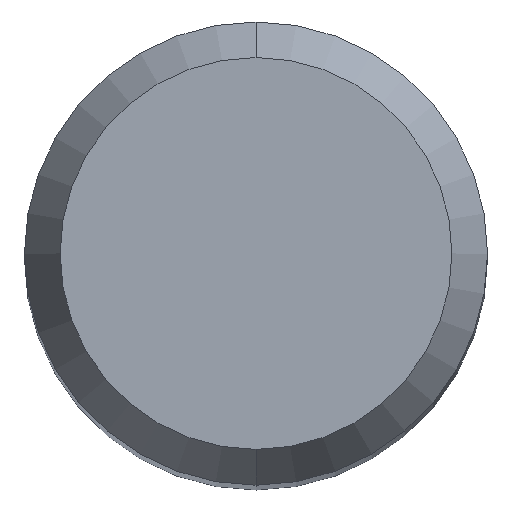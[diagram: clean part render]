
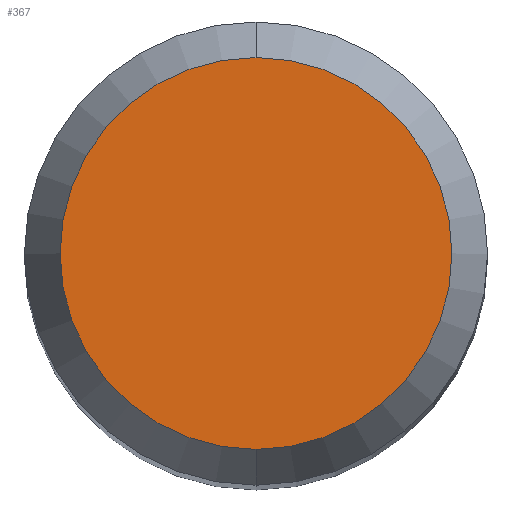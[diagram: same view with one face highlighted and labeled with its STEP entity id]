
A CAD part, top view. The second image highlights one B-rep face of the part: STEP entity #367.
In plain terms, the highlighted planar face has unit normal (0, 0, 1).
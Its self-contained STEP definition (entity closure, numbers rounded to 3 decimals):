
#307=VERTEX_POINT('',#637);
#367=ADVANCED_FACE('',(#703),#704,.T.);
#383=VERTEX_POINT('',#721);
#401=EDGE_CURVE('',#383,#307,#742,.T.);
#437=EDGE_CURVE('',#307,#383,#780,.T.);
#637=CARTESIAN_POINT('',(0.0,2.538,0.0));
#703=FACE_OUTER_BOUND('',#1244,.T.);
#704=PLANE('',#1245);
#721=CARTESIAN_POINT('',(0.,-2.538,0.0));
#742=CIRCLE('',#1323,2.538);
#780=CIRCLE('',#1413,2.538);
#1244=EDGE_LOOP('',(#1717,#1718));
#1245=AXIS2_PLACEMENT_3D('',#1719,#1720,#1721);
#1323=AXIS2_PLACEMENT_3D('',#1765,#1766,#1767);
#1413=AXIS2_PLACEMENT_3D('',#1799,#1800,#1801);
#1717=ORIENTED_EDGE('',*,*,#437,.F.);
#1718=ORIENTED_EDGE('',*,*,#401,.F.);
#1719=CARTESIAN_POINT('',(0.0,1.269,0.0));
#1720=DIRECTION('',(-0.0,0.0,1.0));
#1721=DIRECTION('',(0.0,-1.0,0.0));
#1765=CARTESIAN_POINT('',(0.0,0.0,0.0));
#1766=DIRECTION('',(0.0,0.0,-1.0));
#1767=DIRECTION('',(0.0,1.0,0.0));
#1799=CARTESIAN_POINT('',(0.0,0.0,0.0));
#1800=DIRECTION('',(0.0,0.0,-1.0));
#1801=DIRECTION('',(0.0,1.0,0.0));
